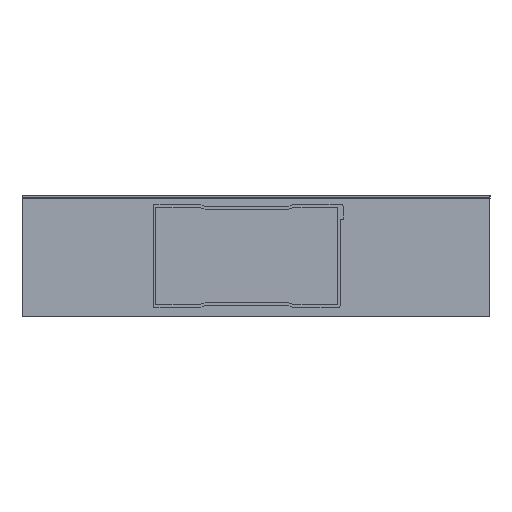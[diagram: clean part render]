
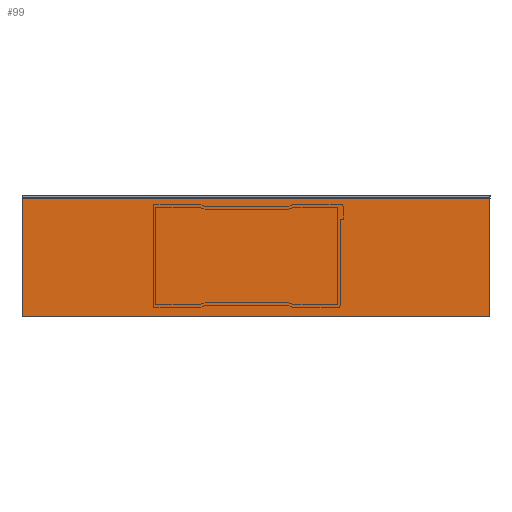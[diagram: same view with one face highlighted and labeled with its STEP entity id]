
A CAD part, left-side view. The second image highlights one B-rep face of the part: STEP entity #99.
In plain terms, the highlighted planar face has unit normal (-1, 0, 0).
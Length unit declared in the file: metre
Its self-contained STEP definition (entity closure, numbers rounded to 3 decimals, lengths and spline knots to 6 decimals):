
#99 = ADVANCED_FACE( '', ( #240 ), #241, .T. );
#240 = FACE_OUTER_BOUND( '', #421, .T. );
#241 = PLANE( '', #422 );
#421 = EDGE_LOOP( '', ( #659, #660, #661, #662 ) );
#422 = AXIS2_PLACEMENT_3D( '', #663, #664, #665 );
#659 = ORIENTED_EDGE( '', *, *, #1157, .F. );
#660 = ORIENTED_EDGE( '', *, *, #1158, .T. );
#661 = ORIENTED_EDGE( '', *, *, #1159, .T. );
#662 = ORIENTED_EDGE( '', *, *, #1160, .T. );
#663 = CARTESIAN_POINT( '', ( -0.0015, 0.17, 0.0035 ) );
#664 = DIRECTION( '', ( -1., 0., 0. ) );
#665 = DIRECTION( '', ( 0., 0., 1. ) );
#1157 = EDGE_CURVE( '', #1407, #1408, #1409, .T. );
#1158 = EDGE_CURVE( '', #1407, #1410, #1411, .T. );
#1159 = EDGE_CURVE( '', #1410, #1412, #1413, .T. );
#1160 = EDGE_CURVE( '', #1412, #1408, #1414, .T. );
#1407 = VERTEX_POINT( '', #1758 );
#1408 = VERTEX_POINT( '', #1759 );
#1409 = LINE( '', #1760, #1761 );
#1410 = VERTEX_POINT( '', #1762 );
#1411 = LINE( '', #1763, #1764 );
#1412 = VERTEX_POINT( '', #1765 );
#1413 = LINE( '', #1766, #1767 );
#1414 = LINE( '', #1768, #1769 );
#1758 = CARTESIAN_POINT( '', ( -0.0015, -0.08, 0.003 ) );
#1759 = CARTESIAN_POINT( '', ( -0.0015, -0.08, -0.06 ) );
#1760 = CARTESIAN_POINT( '', ( -0.0015, -0.08, 0.003 ) );
#1761 = VECTOR( '', #2122, 1. );
#1762 = CARTESIAN_POINT( '', ( -0.0015, 0.17, 0.003 ) );
#1763 = CARTESIAN_POINT( '', ( -0.0015, -0.08, 0.003 ) );
#1764 = VECTOR( '', #2123, 1. );
#1765 = CARTESIAN_POINT( '', ( -0.0015, 0.17, -0.06 ) );
#1766 = CARTESIAN_POINT( '', ( -0.0015, 0.17, 0.003 ) );
#1767 = VECTOR( '', #2124, 1. );
#1768 = CARTESIAN_POINT( '', ( -0.0015, 0.17, -0.06 ) );
#1769 = VECTOR( '', #2125, 1. );
#2122 = DIRECTION( '', ( 0., 0., -1. ) );
#2123 = DIRECTION( '', ( 0., 1., 0. ) );
#2124 = DIRECTION( '', ( 0., 0., -1. ) );
#2125 = DIRECTION( '', ( 0., -1., 0. ) );
